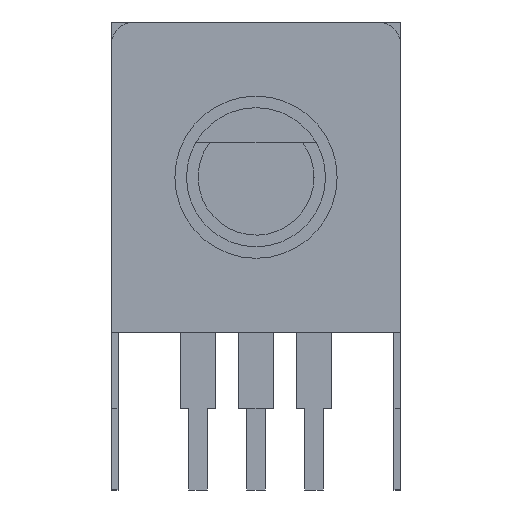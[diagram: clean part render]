
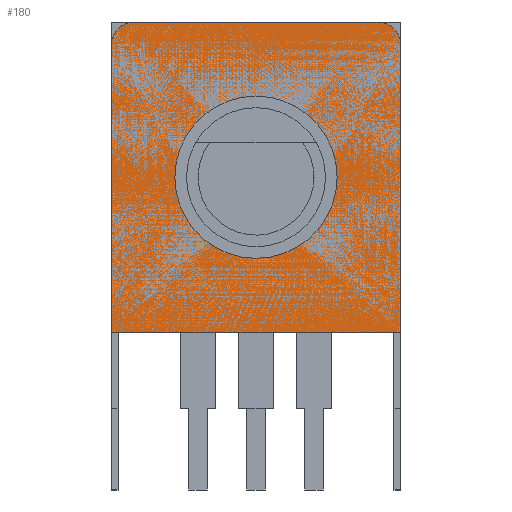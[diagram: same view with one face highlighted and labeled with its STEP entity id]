
A CAD part, front view. The second image highlights one B-rep face of the part: STEP entity #180.
In plain terms, the highlighted planar face has unit normal (0, -1, 0).
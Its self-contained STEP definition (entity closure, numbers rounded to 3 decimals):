
#144 = EDGE_CURVE('',#145,#147,#149,.T.);
#145 = VERTEX_POINT('',#146);
#146 = CARTESIAN_POINT('',(5.25,0.,16.7));
#147 = VERTEX_POINT('',#148);
#148 = CARTESIAN_POINT('',(-5.25,0.,16.7));
#149 = LINE('',#150,#151);
#150 = CARTESIAN_POINT('',(6.25,0.,16.7));
#151 = VECTOR('',#152,1.);
#152 = DIRECTION('',(-1.,0.,0.));
#180 = ADVANCED_FACE('',(#181,#224),#235,.F.);
#181 = FACE_BOUND('',#182,.F.);
#182 = EDGE_LOOP('',(#183,#193,#201,#209,#216,#217));
#183 = ORIENTED_EDGE('',*,*,#184,.F.);
#184 = EDGE_CURVE('',#185,#187,#189,.T.);
#185 = VERTEX_POINT('',#186);
#186 = CARTESIAN_POINT('',(6.25,0.,3.3));
#187 = VERTEX_POINT('',#188);
#188 = CARTESIAN_POINT('',(6.25,0.,15.7));
#189 = LINE('',#190,#191);
#190 = CARTESIAN_POINT('',(6.25,0.,3.3));
#191 = VECTOR('',#192,1.);
#192 = DIRECTION('',(0.,0.,1.));
#193 = ORIENTED_EDGE('',*,*,#194,.F.);
#194 = EDGE_CURVE('',#195,#185,#197,.T.);
#195 = VERTEX_POINT('',#196);
#196 = CARTESIAN_POINT('',(-6.25,0.,3.3));
#197 = LINE('',#198,#199);
#198 = CARTESIAN_POINT('',(-6.25,0.,3.3));
#199 = VECTOR('',#200,1.);
#200 = DIRECTION('',(1.,0.,0.));
#201 = ORIENTED_EDGE('',*,*,#202,.F.);
#202 = EDGE_CURVE('',#203,#195,#205,.T.);
#203 = VERTEX_POINT('',#204);
#204 = CARTESIAN_POINT('',(-6.25,0.,15.7));
#205 = LINE('',#206,#207);
#206 = CARTESIAN_POINT('',(-6.25,0.,16.7));
#207 = VECTOR('',#208,1.);
#208 = DIRECTION('',(0.,0.,-1.));
#209 = ORIENTED_EDGE('',*,*,#210,.F.);
#210 = EDGE_CURVE('',#147,#203,#211,.T.);
#211 = CIRCLE('',#212,1.);
#212 = AXIS2_PLACEMENT_3D('',#213,#214,#215);
#213 = CARTESIAN_POINT('',(-5.25,0.,15.7));
#214 = DIRECTION('',(0.,-1.,0.));
#215 = DIRECTION('',(0.,0.,1.));
#216 = ORIENTED_EDGE('',*,*,#144,.F.);
#217 = ORIENTED_EDGE('',*,*,#218,.T.);
#218 = EDGE_CURVE('',#145,#187,#219,.T.);
#219 = CIRCLE('',#220,1.);
#220 = AXIS2_PLACEMENT_3D('',#221,#222,#223);
#221 = CARTESIAN_POINT('',(5.25,0.,15.7));
#222 = DIRECTION('',(0.,1.,0.));
#223 = DIRECTION('',(0.,0.,1.));
#224 = FACE_BOUND('',#225,.F.);
#225 = EDGE_LOOP('',(#226));
#226 = ORIENTED_EDGE('',*,*,#227,.T.);
#227 = EDGE_CURVE('',#228,#228,#230,.T.);
#228 = VERTEX_POINT('',#229);
#229 = CARTESIAN_POINT('',(3.5,0.,10.));
#230 = CIRCLE('',#231,3.5);
#231 = AXIS2_PLACEMENT_3D('',#232,#233,#234);
#232 = CARTESIAN_POINT('',(0.,0.,10.));
#233 = DIRECTION('',(0.,-1.,0.));
#234 = DIRECTION('',(1.,0.,0.));
#235 = PLANE('',#236);
#236 = AXIS2_PLACEMENT_3D('',#237,#238,#239);
#237 = CARTESIAN_POINT('',(0.,0.,10.));
#238 = DIRECTION('',(0.,1.,0.));
#239 = DIRECTION('',(0.,0.,1.));
